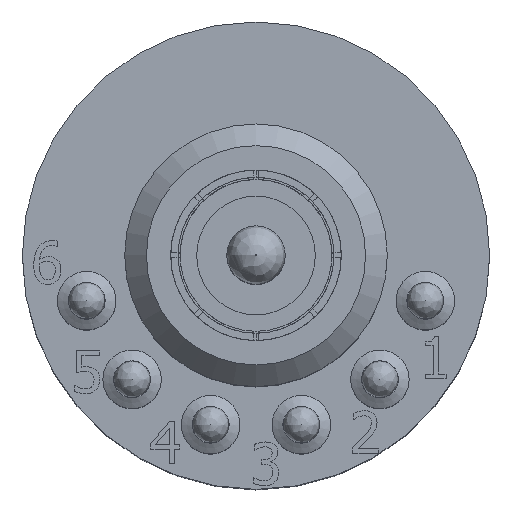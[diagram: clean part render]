
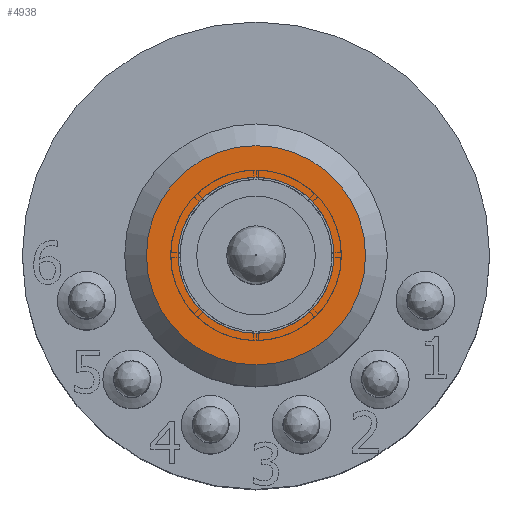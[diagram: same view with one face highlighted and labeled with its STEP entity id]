
A CAD part, top view. The second image highlights one B-rep face of the part: STEP entity #4938.
In plain terms, the highlighted planar face has unit normal (0, 0, 1).
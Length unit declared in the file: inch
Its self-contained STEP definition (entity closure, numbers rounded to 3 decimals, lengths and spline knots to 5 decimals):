
#329=PLANE($,#5361);
#1094=CIRCLE($,#5279,0.16672);
#1109=CIRCLE($,#5307,0.2345);
#1141=CIRCLE($,#5362,0.16672);
#1266=FACE_BOUND($,#1910,.T.);
#1536=FACE_OUTER_BOUND($,#1909,.T.);
#1909=EDGE_LOOP($,(#4518));
#1910=EDGE_LOOP($,(#4519,#4520));
#2541=VERTEX_POINT($,#9346);
#2542=VERTEX_POINT($,#9347);
#2558=VERTEX_POINT($,#9403);
#3203=EDGE_CURVE($,#2541,#2542,#1094,.T.);
#3220=EDGE_CURVE($,#2558,#2558,#1109,.T.);
#3253=EDGE_CURVE($,#2542,#2541,#1141,.T.);
#4518=ORIENTED_EDGE($,*,*,#3220,.T.);
#4519=ORIENTED_EDGE($,*,*,#3203,.F.);
#4520=ORIENTED_EDGE($,*,*,#3253,.F.);
#4938=ADVANCED_FACE($,(#1536,#1266),#329,.T.);
#5279=AXIS2_PLACEMENT_3D($,#9348,#6265,#6266);
#5307=AXIS2_PLACEMENT_3D($,#9404,#6321,#6322);
#5361=AXIS2_PLACEMENT_3D($,#9518,#6429,#6430);
#5362=AXIS2_PLACEMENT_3D($,#9519,#6431,#6432);
#6265=DIRECTION('center_axis',(0.,0.,1.));
#6266=DIRECTION('ref_axis',(1.,0.,0.));
#6321=DIRECTION('center_axis',(0.,0.,1.));
#6322=DIRECTION('ref_axis',(1.,0.,0.));
#6429=DIRECTION('center_axis',(0.,0.,1.));
#6430=DIRECTION('ref_axis',(1.,0.,0.));
#6431=DIRECTION('center_axis',(0.,0.,1.));
#6432=DIRECTION('ref_axis',(1.,0.,0.));
#9346=CARTESIAN_POINT('',(0.,0.16672,0.2425));
#9347=CARTESIAN_POINT('',(0.,-0.16672,0.2425));
#9348=CARTESIAN_POINT('Origin',(0.,0.,0.2425));
#9403=CARTESIAN_POINT('',(-0.2345,0.,0.2425));
#9404=CARTESIAN_POINT('Origin',(0.,0.,0.2425));
#9518=CARTESIAN_POINT('Origin',(0.,0.,0.2425));
#9519=CARTESIAN_POINT('Origin',(0.,0.,0.2425));
